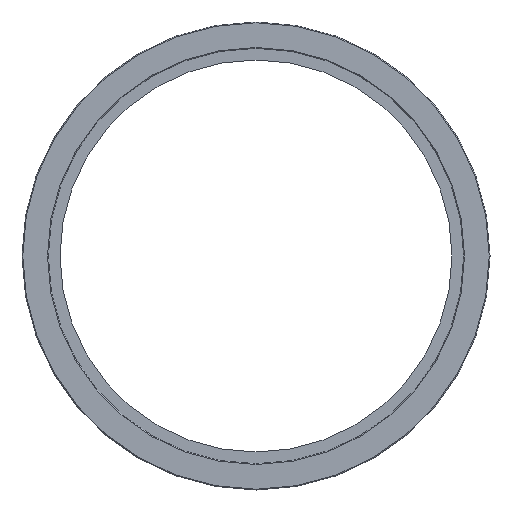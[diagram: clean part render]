
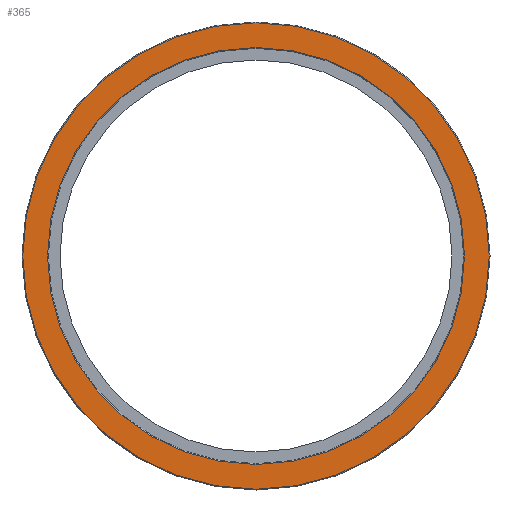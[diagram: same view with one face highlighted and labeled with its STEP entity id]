
A CAD part, front view. The second image highlights one B-rep face of the part: STEP entity #365.
In plain terms, the highlighted planar face has unit normal (0, -1, 0).
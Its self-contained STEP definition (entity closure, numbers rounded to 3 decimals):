
#21 = CARTESIAN_POINT ( 'NONE',  ( 0., 0., 0. ) ) ;
#25 = ORIENTED_EDGE ( 'NONE', *, *, #525, .T. ) ;
#33 = CIRCLE ( 'NONE', #419, 106.9 ) ;
#40 = ORIENTED_EDGE ( 'NONE', *, *, #539, .T. ) ;
#45 = CIRCLE ( 'NONE', #608, 119.6 ) ;
#76 = VERTEX_POINT ( 'NONE', #529 ) ;
#97 = DIRECTION ( 'NONE',  ( 0., 0., -1. ) ) ;
#102 = ORIENTED_EDGE ( 'NONE', *, *, #704, .T. ) ;
#167 = CARTESIAN_POINT ( 'NONE',  ( 0., 0., 0. ) ) ;
#213 = DIRECTION ( 'NONE',  ( 0., 0., -1. ) ) ;
#239 = DIRECTION ( 'NONE',  ( 0., 0., -1. ) ) ;
#240 = DIRECTION ( 'NONE',  ( 0., 1., 0. ) ) ;
#350 = CARTESIAN_POINT ( 'NONE',  ( 0., 0., -106.9 ) ) ;
#351 = VERTEX_POINT ( 'NONE', #350 ) ;
#362 = EDGE_LOOP ( 'NONE', ( #40, #511 ) ) ;
#365 = ADVANCED_FACE ( 'NONE', ( #570, #918 ), #795, .T. ) ;
#398 = CARTESIAN_POINT ( 'NONE',  ( 0., 0., 0. ) ) ;
#419 = AXIS2_PLACEMENT_3D ( 'NONE', #676, #240, #746 ) ;
#424 = CARTESIAN_POINT ( 'NONE',  ( -106.5, 0., 0. ) ) ;
#473 = AXIS2_PLACEMENT_3D ( 'NONE', #167, #670, #239 ) ;
#479 = DIRECTION ( 'NONE',  ( 0., 0., -1. ) ) ;
#510 = EDGE_CURVE ( 'NONE', #734, #351, #806, .T. ) ;
#511 = ORIENTED_EDGE ( 'NONE', *, *, #510, .T. ) ;
#519 = AXIS2_PLACEMENT_3D ( 'NONE', #424, #647, #213 ) ;
#523 = EDGE_LOOP ( 'NONE', ( #102, #25 ) ) ;
#525 = EDGE_CURVE ( 'NONE', #542, #76, #778, .T. ) ;
#526 = DIRECTION ( 'NONE',  ( 0., -1., 0. ) ) ;
#529 = CARTESIAN_POINT ( 'NONE',  ( 0., 0., 119.6 ) ) ;
#539 = EDGE_CURVE ( 'NONE', #351, #734, #33, .T. ) ;
#542 = VERTEX_POINT ( 'NONE', #590 ) ;
#567 = AXIS2_PLACEMENT_3D ( 'NONE', #21, #526, #97 ) ;
#570 = FACE_BOUND ( 'NONE', #362, .T. ) ;
#590 = CARTESIAN_POINT ( 'NONE',  ( 0., 0., -119.6 ) ) ;
#608 = AXIS2_PLACEMENT_3D ( 'NONE', #398, #915, #479 ) ;
#647 = DIRECTION ( 'NONE',  ( 0., -1., 0. ) ) ;
#670 = DIRECTION ( 'NONE',  ( 0., 1., 0. ) ) ;
#676 = CARTESIAN_POINT ( 'NONE',  ( 0., 0., 0. ) ) ;
#704 = EDGE_CURVE ( 'NONE', #76, #542, #45, .T. ) ;
#734 = VERTEX_POINT ( 'NONE', #919 ) ;
#746 = DIRECTION ( 'NONE',  ( 0., 0., -1. ) ) ;
#778 = CIRCLE ( 'NONE', #567, 119.6 ) ;
#795 = PLANE ( 'NONE',  #519 ) ;
#806 = CIRCLE ( 'NONE', #473, 106.9 ) ;
#915 = DIRECTION ( 'NONE',  ( 0., -1., 0. ) ) ;
#918 = FACE_OUTER_BOUND ( 'NONE', #523, .T. ) ;
#919 = CARTESIAN_POINT ( 'NONE',  ( 0., 0., 106.9 ) ) ;
